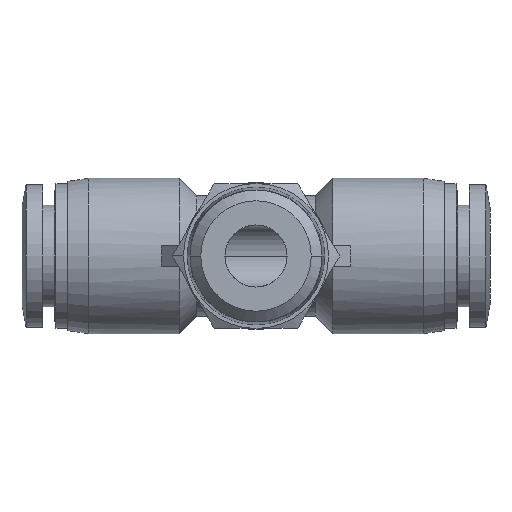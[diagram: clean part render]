
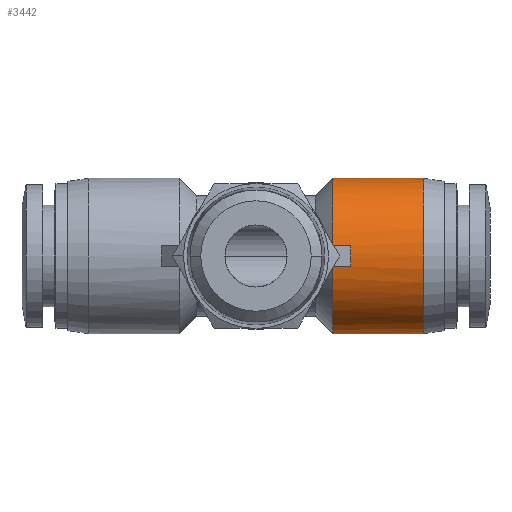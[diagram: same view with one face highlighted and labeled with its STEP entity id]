
A CAD part, front view. The second image highlights one B-rep face of the part: STEP entity #3442.
In plain terms, the highlighted cylindrical face has radius 7.5 mm (diameter 15 mm), a partial arc.
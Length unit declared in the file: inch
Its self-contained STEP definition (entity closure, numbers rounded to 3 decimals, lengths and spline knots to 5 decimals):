
#184 = CARTESIAN_POINT ( 'NONE',  ( 0.3609, 0.29791, 0.03937 ) ) ;
#220 = CARTESIAN_POINT ( 'NONE',  ( 0.3609, 0.29791, -0.03937 ) ) ;
#296 = LINE ( 'NONE', #454, #2150 ) ;
#396 = AXIS2_PLACEMENT_3D ( 'NONE', #726, #3283, #2571 ) ;
#454 = CARTESIAN_POINT ( 'NONE',  ( 0.46457, 0.59055, 0.29528 ) ) ;
#464 = EDGE_CURVE ( 'NONE', #770, #1179, #3892, .T. ) ;
#471 = EDGE_CURVE ( 'NONE', #1179, #1994, #1737, .T. ) ;
#517 = DIRECTION ( 'NONE',  ( 1., 0., 0. ) ) ;
#539 = FACE_OUTER_BOUND ( 'NONE', #2400, .T. ) ;
#649 = VERTEX_POINT ( 'NONE', #3916 ) ;
#674 = CARTESIAN_POINT ( 'NONE',  ( 0.29134, 0.59055, -0.29528 ) ) ;
#697 = CARTESIAN_POINT ( 'NONE',  ( 0.29134, 0.29791, -0.03937 ) ) ;
#726 = CARTESIAN_POINT ( 'NONE',  ( 0.46457, 0.59055, 0. ) ) ;
#770 = VERTEX_POINT ( 'NONE', #220 ) ;
#826 = VERTEX_POINT ( 'NONE', #1383 ) ;
#875 = CARTESIAN_POINT ( 'NONE',  ( 0.46457, 0.59055, -0.29528 ) ) ;
#945 = VERTEX_POINT ( 'NONE', #4449 ) ;
#1162 =( BOUNDED_CURVE ( )  B_SPLINE_CURVE ( 3, ( #1654, #3836, #2385, #184 ),
 .UNSPECIFIED., .F., .T. ) 
 B_SPLINE_CURVE_WITH_KNOTS ( ( 4, 4 ),
 ( 3.00786, 3.27532 ),
 .UNSPECIFIED. ) 
 CURVE ( )  GEOMETRIC_REPRESENTATION_ITEM ( )  RATIONAL_B_SPLINE_CURVE ( ( 1., 0.994, 0.994, 1. ) ) 
 REPRESENTATION_ITEM ( '' )  );
#1179 = VERTEX_POINT ( 'NONE', #697 ) ;
#1287 = CARTESIAN_POINT ( 'NONE',  ( 0.6378, 0.59055, 0. ) ) ;
#1383 = CARTESIAN_POINT ( 'NONE',  ( 0.3609, 0.29791, 0.03937 ) ) ;
#1502 = ORIENTED_EDGE ( 'NONE', *, *, #3657, .F. ) ;
#1597 = VERTEX_POINT ( 'NONE', #3026 ) ;
#1654 = CARTESIAN_POINT ( 'NONE',  ( 0.3609, 0.29791, -0.03937 ) ) ;
#1668 = DIRECTION ( 'NONE',  ( 0., 0., -1. ) ) ;
#1678 = CARTESIAN_POINT ( 'NONE',  ( 0.6378, 0.59055, 0.29528 ) ) ;
#1685 = VECTOR ( 'NONE', #2117, 39.37008 ) ;
#1708 = VERTEX_POINT ( 'NONE', #1678 ) ;
#1737 = CIRCLE ( 'NONE', #3440, 0.29528 ) ;
#1792 = EDGE_CURVE ( 'NONE', #770, #826, #1162, .T. ) ;
#1804 = ORIENTED_EDGE ( 'NONE', *, *, #2564, .T. ) ;
#1994 = VERTEX_POINT ( 'NONE', #674 ) ;
#2021 = DIRECTION ( 'NONE',  ( 0., 0., -1. ) ) ;
#2036 = DIRECTION ( 'NONE',  ( 1., 0., 0. ) ) ;
#2052 = CARTESIAN_POINT ( 'NONE',  ( 0.29134, 0.59055, 0. ) ) ;
#2115 = ORIENTED_EDGE ( 'NONE', *, *, #2443, .F. ) ;
#2117 = DIRECTION ( 'NONE',  ( -1., 0., 0. ) ) ;
#2133 = CARTESIAN_POINT ( 'NONE',  ( 0.29418, 0.29791, -0.03937 ) ) ;
#2150 = VECTOR ( 'NONE', #3393, 39.37008 ) ;
#2151 = CARTESIAN_POINT ( 'NONE',  ( 0.29134, 0.59055, 0. ) ) ;
#2333 = DIRECTION ( 'NONE',  ( -1., 0., 0. ) ) ;
#2385 = CARTESIAN_POINT ( 'NONE',  ( 0.35738, 0.29439, 0.0132 ) ) ;
#2400 = EDGE_LOOP ( 'NONE', ( #1502, #3981, #2115, #4188, #3407, #2964, #4147, #1804 ) ) ;
#2414 = CIRCLE ( 'NONE', #4548, 0.29528 ) ;
#2443 = EDGE_CURVE ( 'NONE', #826, #945, #2591, .T. ) ;
#2484 = VECTOR ( 'NONE', #517, 39.37008 ) ;
#2502 = EDGE_CURVE ( 'NONE', #1994, #1597, #3444, .T. ) ;
#2505 = DIRECTION ( 'NONE',  ( 0., 0., -1. ) ) ;
#2564 = EDGE_CURVE ( 'NONE', #1597, #1708, #3969, .T. ) ;
#2571 = DIRECTION ( 'NONE',  ( 0., 0., -1. ) ) ;
#2591 = LINE ( 'NONE', #4511, #4441 ) ;
#2888 = CYLINDRICAL_SURFACE ( 'NONE', #396, 0.29528 ) ;
#2964 = ORIENTED_EDGE ( 'NONE', *, *, #471, .T. ) ;
#3026 = CARTESIAN_POINT ( 'NONE',  ( 0.6378, 0.59055, -0.29528 ) ) ;
#3283 = DIRECTION ( 'NONE',  ( 1., 0., 0. ) ) ;
#3393 = DIRECTION ( 'NONE',  ( 1., 0., 0. ) ) ;
#3407 = ORIENTED_EDGE ( 'NONE', *, *, #464, .T. ) ;
#3440 = AXIS2_PLACEMENT_3D ( 'NONE', #2052, #2036, #2021 ) ;
#3442 = ADVANCED_FACE ( 'NONE', ( #539 ), #2888, .T. ) ;
#3444 = LINE ( 'NONE', #875, #2484 ) ;
#3657 = EDGE_CURVE ( 'NONE', #649, #1708, #296, .T. ) ;
#3836 = CARTESIAN_POINT ( 'NONE',  ( 0.35738, 0.29439, -0.0132 ) ) ;
#3845 = DIRECTION ( 'NONE',  ( -1., 0., 0. ) ) ;
#3892 = LINE ( 'NONE', #2133, #1685 ) ;
#3916 = CARTESIAN_POINT ( 'NONE',  ( 0.29134, 0.59055, 0.29528 ) ) ;
#3969 = CIRCLE ( 'NONE', #4336, 0.29528 ) ;
#3981 = ORIENTED_EDGE ( 'NONE', *, *, #4132, .T. ) ;
#4132 = EDGE_CURVE ( 'NONE', #649, #945, #2414, .T. ) ;
#4147 = ORIENTED_EDGE ( 'NONE', *, *, #2502, .T. ) ;
#4188 = ORIENTED_EDGE ( 'NONE', *, *, #1792, .F. ) ;
#4336 = AXIS2_PLACEMENT_3D ( 'NONE', #1287, #3845, #1668 ) ;
#4441 = VECTOR ( 'NONE', #2333, 39.37008 ) ;
#4449 = CARTESIAN_POINT ( 'NONE',  ( 0.29134, 0.29791, 0.03937 ) ) ;
#4511 = CARTESIAN_POINT ( 'NONE',  ( 0.29418, 0.29791, 0.03937 ) ) ;
#4548 = AXIS2_PLACEMENT_3D ( 'NONE', #2151, #4694, #2505 ) ;
#4694 = DIRECTION ( 'NONE',  ( 1., 0., 0. ) ) ;
